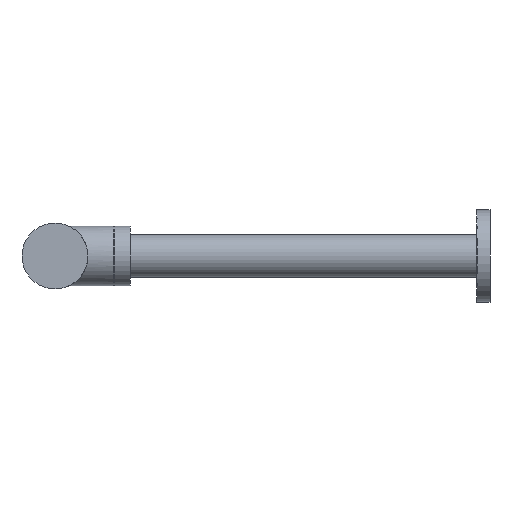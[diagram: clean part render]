
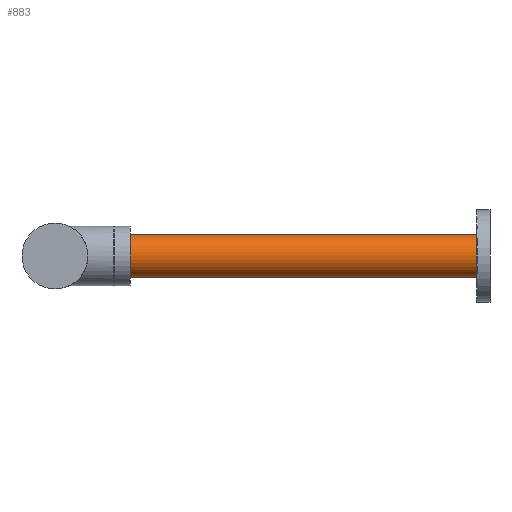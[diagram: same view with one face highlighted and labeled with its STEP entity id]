
A CAD part, front view. The second image highlights one B-rep face of the part: STEP entity #883.
In plain terms, the highlighted cylindrical face has radius 16 mm (diameter 32 mm), a full revolution.
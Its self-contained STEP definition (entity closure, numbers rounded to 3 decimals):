
#4 = CARTESIAN_POINT ( 'NONE',  ( 28.906, 81.5, 16. ) ) ;
#17 = DIRECTION ( 'NONE',  ( 0., 0., 1. ) ) ;
#209 = CARTESIAN_POINT ( 'NONE',  ( 28.906, 81.5, 0. ) ) ;
#412 = CIRCLE ( 'NONE', #2382, 16. ) ;
#506 = ORIENTED_EDGE ( 'NONE', *, *, #1672, .T. ) ;
#548 = AXIS2_PLACEMENT_3D ( 'NONE', #1456, #1656, #17 ) ;
#561 = EDGE_LOOP ( 'NONE', ( #2148 ) ) ;
#579 = CYLINDRICAL_SURFACE ( 'NONE', #548, 16. ) ;
#803 = EDGE_LOOP ( 'NONE', ( #506 ) ) ;
#883 = ADVANCED_FACE ( 'NONE', ( #2076, #1023 ), #579, .T. ) ;
#981 = DIRECTION ( 'NONE',  ( -1., 0., 0. ) ) ;
#1023 = FACE_OUTER_BOUND ( 'NONE', #561, .T. ) ;
#1455 = VERTEX_POINT ( 'NONE', #4 ) ;
#1456 = CARTESIAN_POINT ( 'NONE',  ( -42.509, 81.5, 0. ) ) ;
#1551 = VERTEX_POINT ( 'NONE', #2043 ) ;
#1656 = DIRECTION ( 'NONE',  ( -1., 0., 0. ) ) ;
#1672 = EDGE_CURVE ( 'NONE', #1551, #1551, #412, .T. ) ;
#1778 = EDGE_CURVE ( 'NONE', #1455, #1455, #1851, .T. ) ;
#1851 = CIRCLE ( 'NONE', #2099, 16. ) ;
#2043 = CARTESIAN_POINT ( 'NONE',  ( 330., 81.5, 16. ) ) ;
#2076 = FACE_OUTER_BOUND ( 'NONE', #803, .T. ) ;
#2098 = DIRECTION ( 'NONE',  ( 0., 0., 1. ) ) ;
#2099 = AXIS2_PLACEMENT_3D ( 'NONE', #209, #981, #2256 ) ;
#2124 = DIRECTION ( 'NONE',  ( -1., 0., 0. ) ) ;
#2148 = ORIENTED_EDGE ( 'NONE', *, *, #1778, .F. ) ;
#2256 = DIRECTION ( 'NONE',  ( 0., 0., 1. ) ) ;
#2285 = CARTESIAN_POINT ( 'NONE',  ( 330., 81.5, 0. ) ) ;
#2382 = AXIS2_PLACEMENT_3D ( 'NONE', #2285, #2124, #2098 ) ;
